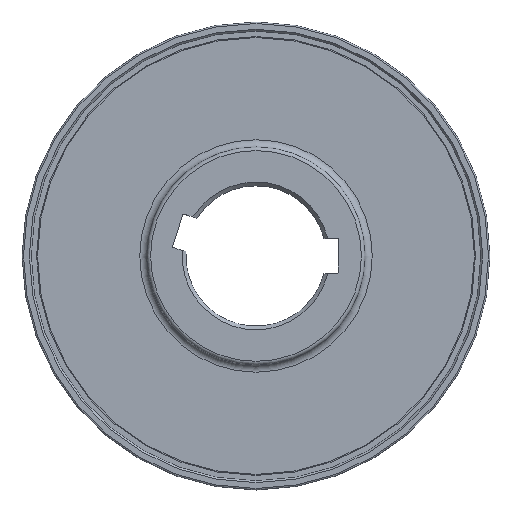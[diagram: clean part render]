
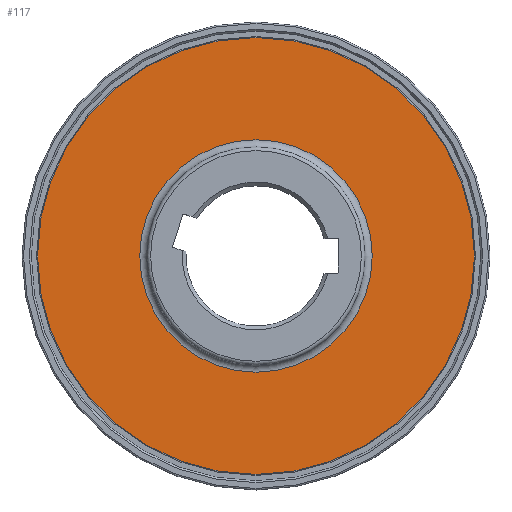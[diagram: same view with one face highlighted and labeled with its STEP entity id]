
A CAD part, top view. The second image highlights one B-rep face of the part: STEP entity #117.
In plain terms, the highlighted planar face has unit normal (0, 0, 1).
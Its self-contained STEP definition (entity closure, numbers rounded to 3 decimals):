
#117=ADVANCED_FACE('',(#229,#230),#149,.T.);
#149=PLANE('',#743);
#229=FACE_BOUND('',#293,.T.);
#230=FACE_BOUND('',#294,.T.);
#293=EDGE_LOOP('',(#407));
#294=EDGE_LOOP('',(#408));
#407=ORIENTED_EDGE('',*,*,#604,.T.);
#408=ORIENTED_EDGE('',*,*,#603,.F.);
#535=VERTEX_POINT('',#1142);
#536=VERTEX_POINT('',#1145);
#603=EDGE_CURVE('',#535,#535,#655,.T.);
#604=EDGE_CURVE('',#536,#536,#656,.T.);
#655=CIRCLE('',#740,59.293);
#656=CIRCLE('',#742,31.547);
#740=AXIS2_PLACEMENT_3D('',#1141,#894,#895);
#742=AXIS2_PLACEMENT_3D('',#1144,#898,#899);
#743=AXIS2_PLACEMENT_3D('',#1146,#900,#901);
#894=DIRECTION('',(0.,0.,-1.));
#895=DIRECTION('',(-1.,0.,0.));
#898=DIRECTION('',(0.,0.,-1.));
#899=DIRECTION('',(-1.,0.,0.));
#900=DIRECTION('',(0.,0.,1.));
#901=DIRECTION('',(-1.,0.,0.));
#1141=CARTESIAN_POINT('',(0.,0.,-2.437));
#1142=CARTESIAN_POINT('',(-59.293,0.,-2.437));
#1144=CARTESIAN_POINT('',(0.,0.,-2.438));
#1145=CARTESIAN_POINT('',(-31.547,0.,-2.438));
#1146=CARTESIAN_POINT('',(0.,-59.293,-2.438));
